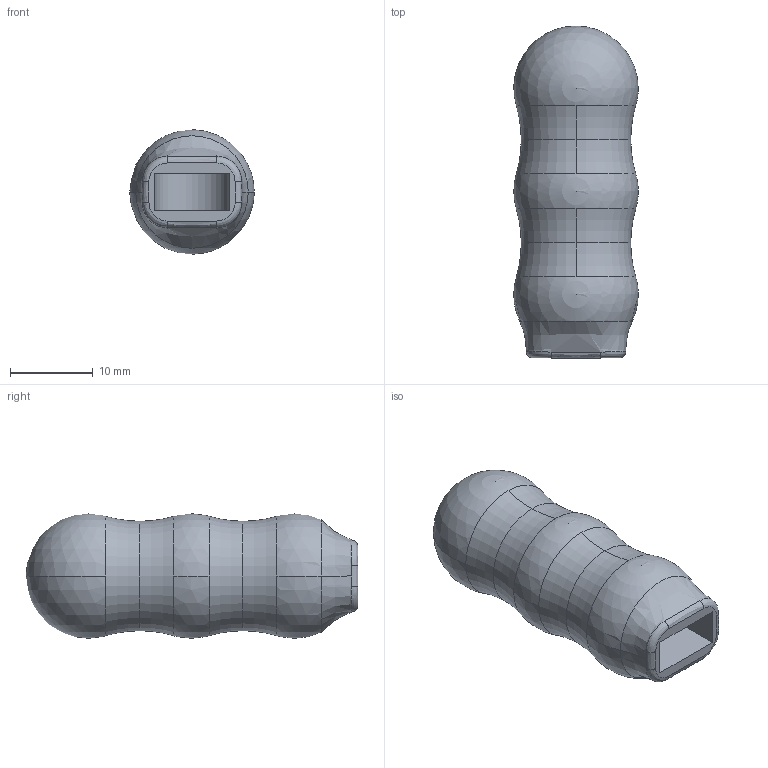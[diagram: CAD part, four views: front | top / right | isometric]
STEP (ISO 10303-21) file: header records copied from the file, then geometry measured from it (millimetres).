
FILE_DESCRIPTION (( 'STEP AP203' ), '1' );
FILE_NAME ('GH-GR-S02.STEP', '2023-02-22T06:06:48', ( '' ), ( '' ), 'SwSTEP 2.0', 'SolidWorks 2016', '' );
FILE_SCHEMA (( 'CONFIG_CONTROL_DESIGN' ));
Length unit declared in the file: millimetre
Products named in the file (1): GH-GR-S02
Bounding box: 15 x 40 x 15 mm (x, y, z)
Volume: 4236.6 mm3; surface area: 2866.8 mm2
Topology: 1 solids, 1 shells, 30 faces, 91 edges, 58 vertices
Faces by surface type: bspline 10, torus 8, sphere 6, plane 5, cylinder 1
Entity records: 1937 total; most frequent: CARTESIAN_POINT 1168, ORIENTED_EDGE 152, DIRECTION 144, EDGE_CURVE 76, AXIS2_PLACEMENT_3D 67, VERTEX_POINT 49, CIRCLE 46, EDGE_LOOP 31
